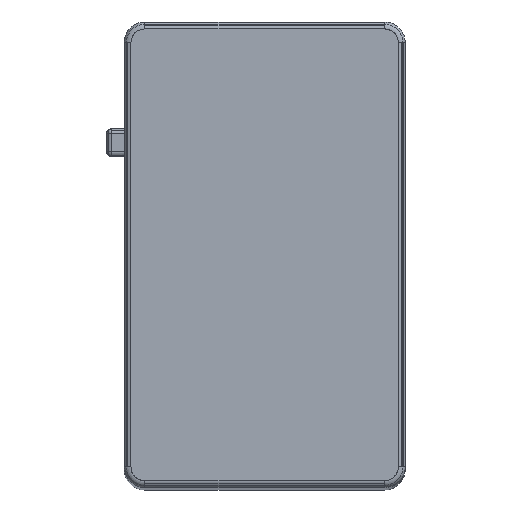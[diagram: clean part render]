
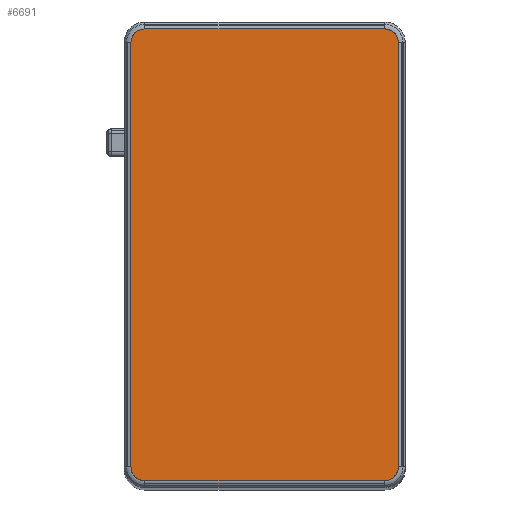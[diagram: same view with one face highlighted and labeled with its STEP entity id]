
A CAD part, top view. The second image highlights one B-rep face of the part: STEP entity #6691.
In plain terms, the highlighted planar face has unit normal (0, 0, -1).
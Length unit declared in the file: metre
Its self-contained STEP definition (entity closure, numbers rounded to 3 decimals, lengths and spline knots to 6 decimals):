
#56 = CARTESIAN_POINT ( 'NONE',  ( 0.013922, -0.0242, 0.07525 ) ) ;
#104 = CARTESIAN_POINT ( 'NONE',  ( 0.0145, -0.023196, 0.07525 ) ) ;
#112 = B_SPLINE_CURVE_WITH_KNOTS ( 'NONE', 3,
 ( #5295, #8606, #10324, #7809 ),
 .UNSPECIFIED., .F., .F.,
 ( 4, 4 ),
 ( 0., 1. ),
 .UNSPECIFIED. ) ;
#298 = EDGE_CURVE ( 'NONE', #2045, #7102, #7350, .T. ) ;
#309 = CARTESIAN_POINT ( 'NONE',  ( -0.013, -0.0245, 0.07525 ) ) ;
#393 = CARTESIAN_POINT ( 'NONE',  ( 0.013, 0.0245, 0.07525 ) ) ;
#420 = VERTEX_POINT ( 'NONE', #309 ) ;
#551 = CARTESIAN_POINT ( 'NONE',  ( -0.0145, 0.023196, 0.07525 ) ) ;
#910 = ORIENTED_EDGE ( 'NONE', *, *, #1760, .T. ) ;
#927 = CARTESIAN_POINT ( 'NONE',  ( -0.0145, -0.023, 0.07525 ) ) ;
#1021 = CARTESIAN_POINT ( 'NONE',  ( -0.013199, -0.0245, 0.07525 ) ) ;
#1188 = CARTESIAN_POINT ( 'NONE',  ( -0.014461, 0.023393, 0.07525 ) ) ;
#1258 = B_SPLINE_CURVE_WITH_KNOTS ( 'NONE', 3,
 ( #9043, #4761, #8080, #7257, #2341, #7420, #2394, #5614, #5670, #8934 ),
 .UNSPECIFIED., .F., .F.,
 ( 4, 2, 2, 2, 4 ),
 ( 0., 0.25, 0.5, 0.75, 1. ),
 .UNSPECIFIED. ) ;
#1329 = CARTESIAN_POINT ( 'NONE',  ( -0.0145, 0.023, 0.07525 ) ) ;
#1349 = CARTESIAN_POINT ( 'NONE',  ( -0.014311, 0.023755, 0.07525 ) ) ;
#1560 = CARTESIAN_POINT ( 'NONE',  ( 0.013393, -0.024461, 0.07525 ) ) ;
#1760 = EDGE_CURVE ( 'NONE', #420, #8993, #9730, .T. ) ;
#1858 = DIRECTION ( 'NONE',  ( 0., 0., 1. ) ) ;
#2004 = EDGE_CURVE ( 'NONE', #2045, #420, #9213, .T. ) ;
#2033 = ORIENTED_EDGE ( 'NONE', *, *, #2996, .F. ) ;
#2045 = VERTEX_POINT ( 'NONE', #7866 ) ;
#2078 = CARTESIAN_POINT ( 'NONE',  ( -0.014202, -0.02392, 0.07525 ) ) ;
#2341 = CARTESIAN_POINT ( 'NONE',  ( 0.0142, 0.023922, 0.07525 ) ) ;
#2394 = CARTESIAN_POINT ( 'NONE',  ( 0.013755, 0.024311, 0.07525 ) ) ;
#2611 = VERTEX_POINT ( 'NONE', #393 ) ;
#2832 = CARTESIAN_POINT ( 'NONE',  ( -0.01431, -0.023758, 0.07525 ) ) ;
#2849 = CARTESIAN_POINT ( 'NONE',  ( -0.013, 0.0245, 0.07525 ) ) ;
#2956 = CARTESIAN_POINT ( 'NONE',  ( -0.013196, 0.0245, 0.07525 ) ) ;
#2996 = EDGE_CURVE ( 'NONE', #7102, #4064, #7569, .T. ) ;
#3012 = CARTESIAN_POINT ( 'NONE',  ( -0.0145, 0.023, 0.07525 ) ) ;
#3014 = CARTESIAN_POINT ( 'NONE',  ( 0.004333, 0.0245, 0.07525 ) ) ;
#3056 = CARTESIAN_POINT ( 'NONE',  ( 0.0145, 0.007667, 0.07525 ) ) ;
#3093 = ORIENTED_EDGE ( 'NONE', *, *, #7506, .F. ) ;
#3222 = CARTESIAN_POINT ( 'NONE',  ( 0.013196, -0.0245, 0.07525 ) ) ;
#3427 = CARTESIAN_POINT ( 'NONE',  ( 0.013755, -0.024311, 0.07525 ) ) ;
#3515 = CARTESIAN_POINT ( 'NONE',  ( 0.0145, -0.023, 0.07525 ) ) ;
#3548 = ORIENTED_EDGE ( 'NONE', *, *, #298, .F. ) ;
#4064 = VERTEX_POINT ( 'NONE', #4783 ) ;
#4421 = ORIENTED_EDGE ( 'NONE', *, *, #8580, .F. ) ;
#4438 = CARTESIAN_POINT ( 'NONE',  ( 0.004333, -0.0245, 0.07525 ) ) ;
#4458 = CARTESIAN_POINT ( 'NONE',  ( -0.013393, 0.024461, 0.07525 ) ) ;
#4496 = CARTESIAN_POINT ( 'NONE',  ( -0.004333, -0.0245, 0.07525 ) ) ;
#4551 = CARTESIAN_POINT ( 'NONE',  ( -0.013, -0.0245, 0.07525 ) ) ;
#4554 = ORIENTED_EDGE ( 'NONE', *, *, #5232, .F. ) ;
#4761 = CARTESIAN_POINT ( 'NONE',  ( 0.0145, 0.023196, 0.07525 ) ) ;
#4783 = CARTESIAN_POINT ( 'NONE',  ( 0.0145, 0.023, 0.07525 ) ) ;
#4930 = CARTESIAN_POINT ( 'NONE',  ( -0.015, 0., 0.07525 ) ) ;
#4992 = CARTESIAN_POINT ( 'NONE',  ( 0.014461, -0.023393, 0.07525 ) ) ;
#5089 = ORIENTED_EDGE ( 'NONE', *, *, #2004, .T. ) ;
#5232 = EDGE_CURVE ( 'NONE', #7710, #8555, #10410, .T. ) ;
#5295 = CARTESIAN_POINT ( 'NONE',  ( -0.0145, 0.023, 0.07525 ) ) ;
#5474 = CARTESIAN_POINT ( 'NONE',  ( 0.0145, -0.007667, 0.07525 ) ) ;
#5614 = CARTESIAN_POINT ( 'NONE',  ( 0.013393, 0.024461, 0.07525 ) ) ;
#5670 = CARTESIAN_POINT ( 'NONE',  ( 0.013196, 0.0245, 0.07525 ) ) ;
#5810 = CARTESIAN_POINT ( 'NONE',  ( 0.0145, -0.023, 0.07525 ) ) ;
#5817 = CARTESIAN_POINT ( 'NONE',  ( -0.0145, -0.023199, 0.07525 ) ) ;
#6123 = CARTESIAN_POINT ( 'NONE',  ( -0.014462, -0.02339, 0.07525 ) ) ;
#6197 = CARTESIAN_POINT ( 'NONE',  ( 0.013, 0.0245, 0.07525 ) ) ;
#6299 = CARTESIAN_POINT ( 'NONE',  ( 0.0145, 0.023, 0.07525 ) ) ;
#6521 = ORIENTED_EDGE ( 'NONE', *, *, #9943, .F. ) ;
#6691 = ADVANCED_FACE ( 'NONE', ( #6709 ), #8296, .F. ) ;
#6709 = FACE_OUTER_BOUND ( 'NONE', #7271, .T. ) ;
#6732 = CARTESIAN_POINT ( 'NONE',  ( -0.01339, -0.024462, 0.07525 ) ) ;
#6937 = CARTESIAN_POINT ( 'NONE',  ( -0.013758, -0.024309, 0.07525 ) ) ;
#7061 = CARTESIAN_POINT ( 'NONE',  ( -0.013922, 0.0242, 0.07525 ) ) ;
#7102 = VERTEX_POINT ( 'NONE', #3515 ) ;
#7257 = CARTESIAN_POINT ( 'NONE',  ( 0.014311, 0.023755, 0.07525 ) ) ;
#7271 = EDGE_LOOP ( 'NONE', ( #4421, #4554, #3093, #6521, #2033, #3548, #5089, #910 ) ) ;
#7350 = B_SPLINE_CURVE_WITH_KNOTS ( 'NONE', 3,
 ( #7783, #3222, #1560, #3427, #56, #8157, #8310, #4992, #104, #5810 ),
 .UNSPECIFIED., .F., .F.,
 ( 4, 2, 2, 2, 4 ),
 ( 0., 0.25, 0.5, 0.75, 1. ),
 .UNSPECIFIED. ) ;
#7420 = CARTESIAN_POINT ( 'NONE',  ( 0.013922, 0.0242, 0.07525 ) ) ;
#7506 = EDGE_CURVE ( 'NONE', #2611, #7710, #9666, .T. ) ;
#7569 = B_SPLINE_CURVE_WITH_KNOTS ( 'NONE', 3,
 ( #10455, #5474, #3056, #6299 ),
 .UNSPECIFIED., .F., .F.,
 ( 4, 4 ),
 ( 0., 1. ),
 .UNSPECIFIED. ) ;
#7635 = CARTESIAN_POINT ( 'NONE',  ( -0.013, 0.0245, 0.07525 ) ) ;
#7710 = VERTEX_POINT ( 'NONE', #7635 ) ;
#7783 = CARTESIAN_POINT ( 'NONE',  ( 0.013, -0.0245, 0.07525 ) ) ;
#7809 = CARTESIAN_POINT ( 'NONE',  ( -0.0145, -0.023, 0.07525 ) ) ;
#7866 = CARTESIAN_POINT ( 'NONE',  ( 0.013, -0.0245, 0.07525 ) ) ;
#8080 = CARTESIAN_POINT ( 'NONE',  ( 0.014461, 0.023393, 0.07525 ) ) ;
#8157 = CARTESIAN_POINT ( 'NONE',  ( 0.0142, -0.023922, 0.07525 ) ) ;
#8296 = PLANE ( 'NONE',  #9325 ) ;
#8310 = CARTESIAN_POINT ( 'NONE',  ( 0.014311, -0.023755, 0.07525 ) ) ;
#8364 = CARTESIAN_POINT ( 'NONE',  ( -0.013, -0.0245, 0.07525 ) ) ;
#8555 = VERTEX_POINT ( 'NONE', #1329 ) ;
#8580 = EDGE_CURVE ( 'NONE', #8555, #8993, #112, .T. ) ;
#8606 = CARTESIAN_POINT ( 'NONE',  ( -0.0145, 0.007667, 0.07525 ) ) ;
#8910 = CARTESIAN_POINT ( 'NONE',  ( -0.013, 0.0245, 0.07525 ) ) ;
#8934 = CARTESIAN_POINT ( 'NONE',  ( 0.013, 0.0245, 0.07525 ) ) ;
#8993 = VERTEX_POINT ( 'NONE', #9483 ) ;
#9043 = CARTESIAN_POINT ( 'NONE',  ( 0.0145, 0.023, 0.07525 ) ) ;
#9213 = B_SPLINE_CURVE_WITH_KNOTS ( 'NONE', 3,
 ( #10274, #4438, #4496, #4551 ),
 .UNSPECIFIED., .F., .F.,
 ( 4, 4 ),
 ( 0., 1. ),
 .UNSPECIFIED. ) ;
#9325 = AXIS2_PLACEMENT_3D ( 'NONE', #4930, #1858, #10015 ) ;
#9483 = CARTESIAN_POINT ( 'NONE',  ( -0.0145, -0.023, 0.07525 ) ) ;
#9552 = CARTESIAN_POINT ( 'NONE',  ( -0.0142, 0.023922, 0.07525 ) ) ;
#9666 = B_SPLINE_CURVE_WITH_KNOTS ( 'NONE', 3,
 ( #6197, #3014, #10462, #8910 ),
 .UNSPECIFIED., .F., .F.,
 ( 4, 4 ),
 ( 0., 1. ),
 .UNSPECIFIED. ) ;
#9730 = B_SPLINE_CURVE_WITH_KNOTS ( 'NONE', 3,
 ( #8364, #1021, #6732, #6937, #10225, #2078, #2832, #6123, #5817, #927 ),
 .UNSPECIFIED., .F., .F.,
 ( 4, 2, 2, 2, 4 ),
 ( 0., 0.25, 0.5, 0.75, 1. ),
 .UNSPECIFIED. ) ;
#9943 = EDGE_CURVE ( 'NONE', #4064, #2611, #1258, .T. ) ;
#10015 = DIRECTION ( 'NONE',  ( 1., 0., 0. ) ) ;
#10225 = CARTESIAN_POINT ( 'NONE',  ( -0.01392, -0.024202, 0.07525 ) ) ;
#10274 = CARTESIAN_POINT ( 'NONE',  ( 0.013, -0.0245, 0.07525 ) ) ;
#10324 = CARTESIAN_POINT ( 'NONE',  ( -0.0145, -0.007667, 0.07525 ) ) ;
#10348 = CARTESIAN_POINT ( 'NONE',  ( -0.013755, 0.024311, 0.07525 ) ) ;
#10410 = B_SPLINE_CURVE_WITH_KNOTS ( 'NONE', 3,
 ( #2849, #2956, #4458, #10348, #7061, #9552, #1349, #1188, #551, #3012 ),
 .UNSPECIFIED., .F., .F.,
 ( 4, 2, 2, 2, 4 ),
 ( 0., 0.25, 0.5, 0.75, 1. ),
 .UNSPECIFIED. ) ;
#10455 = CARTESIAN_POINT ( 'NONE',  ( 0.0145, -0.023, 0.07525 ) ) ;
#10462 = CARTESIAN_POINT ( 'NONE',  ( -0.004333, 0.0245, 0.07525 ) ) ;
